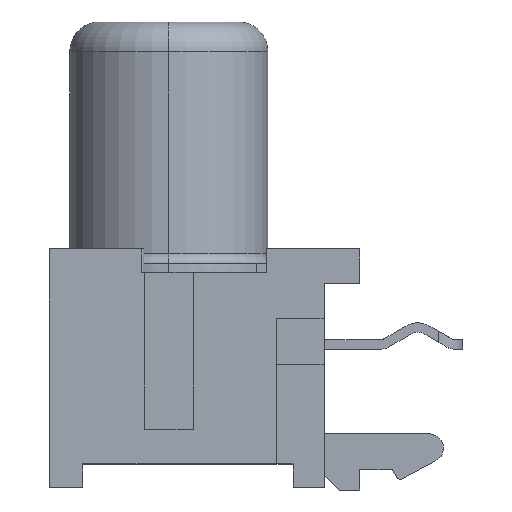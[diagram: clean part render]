
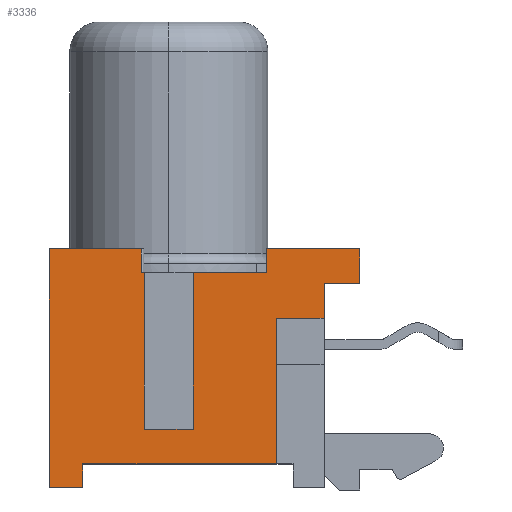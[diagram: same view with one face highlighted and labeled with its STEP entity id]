
A CAD part, left-side view. The second image highlights one B-rep face of the part: STEP entity #3336.
In plain terms, the highlighted planar face has unit normal (-1, 0, 0).
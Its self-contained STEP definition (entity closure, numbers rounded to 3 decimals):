
#12 = PLANE ( 'NONE',  #1143 ) ;
#49 = CARTESIAN_POINT ( 'NONE',  ( -5., 2.4, 0. ) ) ;
#69 = ORIENTED_EDGE ( 'NONE', *, *, #1389, .F. ) ;
#86 = CARTESIAN_POINT ( 'NONE',  ( -5., -1.5, 0. ) ) ;
#103 = EDGE_CURVE ( 'NONE', #2033, #2220, #4463, .T. ) ;
#263 = DIRECTION ( 'NONE',  ( 0., -1., 0. ) ) ;
#296 = CARTESIAN_POINT ( 'NONE',  ( -5., 0., 0. ) ) ;
#390 = CARTESIAN_POINT ( 'NONE',  ( -5., 0., -10. ) ) ;
#421 = VECTOR ( 'NONE', #547, 1000. ) ;
#422 = LINE ( 'NONE', #3871, #4101 ) ;
#424 = VECTOR ( 'NONE', #5187, 1000. ) ;
#443 = ORIENTED_EDGE ( 'NONE', *, *, #1396, .F. ) ;
#547 = DIRECTION ( 'NONE',  ( 0., -1., 0. ) ) ;
#617 = CARTESIAN_POINT ( 'NONE',  ( -5., 2.4, -1. ) ) ;
#655 = VECTOR ( 'NONE', #263, 1000. ) ;
#687 = CARTESIAN_POINT ( 'NONE',  ( -5., 11.5, -10. ) ) ;
#708 = DIRECTION ( 'NONE',  ( 0., 0., -1. ) ) ;
#813 = ORIENTED_EDGE ( 'NONE', *, *, #2804, .F. ) ;
#851 = LINE ( 'NONE', #2986, #5360 ) ;
#867 = EDGE_CURVE ( 'NONE', #2724, #980, #1927, .T. ) ;
#922 = VECTOR ( 'NONE', #2405, 1000. ) ;
#926 = VERTEX_POINT ( 'NONE', #2189 ) ;
#935 = EDGE_CURVE ( 'NONE', #4327, #2724, #3802, .T. ) ;
#941 = DIRECTION ( 'NONE',  ( -1., 0., 0. ) ) ;
#980 = VERTEX_POINT ( 'NONE', #49 ) ;
#1036 = EDGE_LOOP ( 'NONE', ( #1906, #3208, #5332, #69, #443, #3775, #4573, #813, #5047, #4193, #4626, #3854, #1625, #5293, #1430, #4367, #1077, #4498 ) ) ;
#1060 = DIRECTION ( 'NONE',  ( 0., 0., 1. ) ) ;
#1077 = ORIENTED_EDGE ( 'NONE', *, *, #5042, .T. ) ;
#1079 = VECTOR ( 'NONE', #1060, 1000. ) ;
#1143 = AXIS2_PLACEMENT_3D ( 'NONE', #2209, #941, #1727 ) ;
#1160 = CARTESIAN_POINT ( 'NONE',  ( -5., 2., -9. ) ) ;
#1204 = VERTEX_POINT ( 'NONE', #3361 ) ;
#1253 = VERTEX_POINT ( 'NONE', #1301 ) ;
#1301 = CARTESIAN_POINT ( 'NONE',  ( -5., 2., -2.9 ) ) ;
#1306 = VERTEX_POINT ( 'NONE', #3106 ) ;
#1356 = DIRECTION ( 'NONE',  ( 0., -1., 0. ) ) ;
#1387 = EDGE_CURVE ( 'NONE', #4426, #2490, #4967, .T. ) ;
#1389 = EDGE_CURVE ( 'NONE', #4889, #4572, #2437, .T. ) ;
#1396 = EDGE_CURVE ( 'NONE', #980, #4889, #4577, .T. ) ;
#1430 = ORIENTED_EDGE ( 'NONE', *, *, #2168, .T. ) ;
#1470 = CARTESIAN_POINT ( 'NONE',  ( -5., 11.5, -10. ) ) ;
#1530 = DIRECTION ( 'NONE',  ( 0., 0., -1. ) ) ;
#1605 = CARTESIAN_POINT ( 'NONE',  ( -5., 7.655, -1. ) ) ;
#1625 = ORIENTED_EDGE ( 'NONE', *, *, #3367, .F. ) ;
#1715 = DIRECTION ( 'NONE',  ( 0., 0., 1. ) ) ;
#1727 = DIRECTION ( 'NONE',  ( 0., -1., 0. ) ) ;
#1744 = DIRECTION ( 'NONE',  ( 0., -1., 0. ) ) ;
#1755 = CARTESIAN_POINT ( 'NONE',  ( -5., 7.525, -1. ) ) ;
#1774 = LINE ( 'NONE', #390, #1814 ) ;
#1780 = LINE ( 'NONE', #5216, #2256 ) ;
#1783 = CARTESIAN_POINT ( 'NONE',  ( -5., -1.5, -1.45 ) ) ;
#1814 = VECTOR ( 'NONE', #1715, 1000. ) ;
#1906 = ORIENTED_EDGE ( 'NONE', *, *, #4762, .T. ) ;
#1927 = LINE ( 'NONE', #4909, #922 ) ;
#1962 = VECTOR ( 'NONE', #3128, 1000. ) ;
#2029 = VERTEX_POINT ( 'NONE', #4563 ) ;
#2033 = VERTEX_POINT ( 'NONE', #687 ) ;
#2039 = DIRECTION ( 'NONE',  ( 0., 0., 1. ) ) ;
#2143 = LINE ( 'NONE', #1783, #2207 ) ;
#2168 = EDGE_CURVE ( 'NONE', #2033, #2490, #3711, .T. ) ;
#2177 = LINE ( 'NONE', #3900, #424 ) ;
#2189 = CARTESIAN_POINT ( 'NONE',  ( -5., 7.525, -7.55 ) ) ;
#2190 = VECTOR ( 'NONE', #4943, 1000. ) ;
#2199 = VECTOR ( 'NONE', #5028, 1000. ) ;
#2207 = VECTOR ( 'NONE', #4378, 1000. ) ;
#2209 = CARTESIAN_POINT ( 'NONE',  ( -5., 0., -10. ) ) ;
#2219 = CARTESIAN_POINT ( 'NONE',  ( -5., 7.525, -7.55 ) ) ;
#2220 = VERTEX_POINT ( 'NONE', #3529 ) ;
#2256 = VECTOR ( 'NONE', #4320, 1000. ) ;
#2405 = DIRECTION ( 'NONE',  ( 0., 0., 1. ) ) ;
#2437 = LINE ( 'NONE', #4525, #2818 ) ;
#2448 = VECTOR ( 'NONE', #1744, 1000. ) ;
#2490 = VERTEX_POINT ( 'NONE', #2827 ) ;
#2528 = EDGE_CURVE ( 'NONE', #1204, #2674, #851, .T. ) ;
#2579 = EDGE_CURVE ( 'NONE', #4572, #1306, #2143, .T. ) ;
#2653 = EDGE_CURVE ( 'NONE', #1204, #2029, #422, .T. ) ;
#2674 = VERTEX_POINT ( 'NONE', #1755 ) ;
#2686 = CARTESIAN_POINT ( 'NONE',  ( -5., 0., -2.9 ) ) ;
#2696 = EDGE_CURVE ( 'NONE', #926, #2674, #4522, .T. ) ;
#2724 = VERTEX_POINT ( 'NONE', #617 ) ;
#2752 = CARTESIAN_POINT ( 'NONE',  ( -5., 2., -9. ) ) ;
#2804 = EDGE_CURVE ( 'NONE', #4929, #4327, #2843, .T. ) ;
#2818 = VECTOR ( 'NONE', #708, 1000. ) ;
#2827 = CARTESIAN_POINT ( 'NONE',  ( -5., 10.1, -10. ) ) ;
#2843 = LINE ( 'NONE', #5442, #3937 ) ;
#2857 = CARTESIAN_POINT ( 'NONE',  ( -5., 0., -10. ) ) ;
#2948 = CARTESIAN_POINT ( 'NONE',  ( -5., 0., -9. ) ) ;
#2986 = CARTESIAN_POINT ( 'NONE',  ( -5., 7.655, -1. ) ) ;
#3042 = VECTOR ( 'NONE', #1530, 1000. ) ;
#3067 = CARTESIAN_POINT ( 'NONE',  ( -5., -1.5, -1.45 ) ) ;
#3100 = CARTESIAN_POINT ( 'NONE',  ( -5., 7.525, -7.55 ) ) ;
#3106 = CARTESIAN_POINT ( 'NONE',  ( -5., 0., -1.45 ) ) ;
#3128 = DIRECTION ( 'NONE',  ( 0., 0., 1. ) ) ;
#3143 = EDGE_CURVE ( 'NONE', #926, #4929, #5195, .T. ) ;
#3208 = ORIENTED_EDGE ( 'NONE', *, *, #5088, .T. ) ;
#3285 = VERTEX_POINT ( 'NONE', #2752 ) ;
#3336 = ADVANCED_FACE ( 'NONE', ( #4807 ), #12, .T. ) ;
#3361 = CARTESIAN_POINT ( 'NONE',  ( -5., 7.655, -1. ) ) ;
#3367 = EDGE_CURVE ( 'NONE', #2220, #2029, #2177, .T. ) ;
#3529 = CARTESIAN_POINT ( 'NONE',  ( -5., 11.5, 0. ) ) ;
#3609 = CARTESIAN_POINT ( 'NONE',  ( -5., 5.475, -1. ) ) ;
#3700 = CARTESIAN_POINT ( 'NONE',  ( -5., 10.1, -9. ) ) ;
#3711 = LINE ( 'NONE', #2857, #2199 ) ;
#3775 = ORIENTED_EDGE ( 'NONE', *, *, #867, .F. ) ;
#3802 = LINE ( 'NONE', #1605, #4796 ) ;
#3854 = ORIENTED_EDGE ( 'NONE', *, *, #2653, .T. ) ;
#3871 = CARTESIAN_POINT ( 'NONE',  ( -5., 7.655, -1. ) ) ;
#3900 = CARTESIAN_POINT ( 'NONE',  ( -5., 0., 0. ) ) ;
#3925 = DIRECTION ( 'NONE',  ( 0., 0., 1. ) ) ;
#3937 = VECTOR ( 'NONE', #2039, 1000. ) ;
#3972 = EDGE_CURVE ( 'NONE', #1253, #3285, #4583, .T. ) ;
#4101 = VECTOR ( 'NONE', #3925, 1000. ) ;
#4133 = VERTEX_POINT ( 'NONE', #2686 ) ;
#4180 = CARTESIAN_POINT ( 'NONE',  ( -5., 10.1, -9. ) ) ;
#4193 = ORIENTED_EDGE ( 'NONE', *, *, #2696, .T. ) ;
#4320 = DIRECTION ( 'NONE',  ( 0., -1., 0. ) ) ;
#4327 = VERTEX_POINT ( 'NONE', #3609 ) ;
#4367 = ORIENTED_EDGE ( 'NONE', *, *, #1387, .F. ) ;
#4378 = DIRECTION ( 'NONE',  ( 0., 1., 0. ) ) ;
#4426 = VERTEX_POINT ( 'NONE', #4180 ) ;
#4463 = LINE ( 'NONE', #1470, #1079 ) ;
#4498 = ORIENTED_EDGE ( 'NONE', *, *, #3972, .F. ) ;
#4522 = LINE ( 'NONE', #3100, #1962 ) ;
#4525 = CARTESIAN_POINT ( 'NONE',  ( -5., -1.5, -1.45 ) ) ;
#4563 = CARTESIAN_POINT ( 'NONE',  ( -5., 7.655, 0. ) ) ;
#4572 = VERTEX_POINT ( 'NONE', #3067 ) ;
#4573 = ORIENTED_EDGE ( 'NONE', *, *, #935, .F. ) ;
#4577 = LINE ( 'NONE', #296, #655 ) ;
#4583 = LINE ( 'NONE', #1160, #3042 ) ;
#4626 = ORIENTED_EDGE ( 'NONE', *, *, #2528, .F. ) ;
#4739 = LINE ( 'NONE', #2948, #2448 ) ;
#4759 = DIRECTION ( 'NONE',  ( 0., -1., 0. ) ) ;
#4762 = EDGE_CURVE ( 'NONE', #1253, #4133, #1780, .T. ) ;
#4796 = VECTOR ( 'NONE', #4759, 1000. ) ;
#4807 = FACE_OUTER_BOUND ( 'NONE', #1036, .T. ) ;
#4889 = VERTEX_POINT ( 'NONE', #86 ) ;
#4909 = CARTESIAN_POINT ( 'NONE',  ( -5., 2.4, -1. ) ) ;
#4929 = VERTEX_POINT ( 'NONE', #5040 ) ;
#4943 = DIRECTION ( 'NONE',  ( 0., 0., -1. ) ) ;
#4967 = LINE ( 'NONE', #3700, #2190 ) ;
#5028 = DIRECTION ( 'NONE',  ( 0., -1., 0. ) ) ;
#5040 = CARTESIAN_POINT ( 'NONE',  ( -5., 5.475, -7.55 ) ) ;
#5042 = EDGE_CURVE ( 'NONE', #4426, #3285, #4739, .T. ) ;
#5047 = ORIENTED_EDGE ( 'NONE', *, *, #3143, .F. ) ;
#5088 = EDGE_CURVE ( 'NONE', #4133, #1306, #1774, .T. ) ;
#5187 = DIRECTION ( 'NONE',  ( 0., -1., 0. ) ) ;
#5195 = LINE ( 'NONE', #2219, #421 ) ;
#5216 = CARTESIAN_POINT ( 'NONE',  ( -5., 2., -2.9 ) ) ;
#5293 = ORIENTED_EDGE ( 'NONE', *, *, #103, .F. ) ;
#5332 = ORIENTED_EDGE ( 'NONE', *, *, #2579, .F. ) ;
#5360 = VECTOR ( 'NONE', #1356, 1000. ) ;
#5442 = CARTESIAN_POINT ( 'NONE',  ( -5., 5.475, -7.55 ) ) ;
